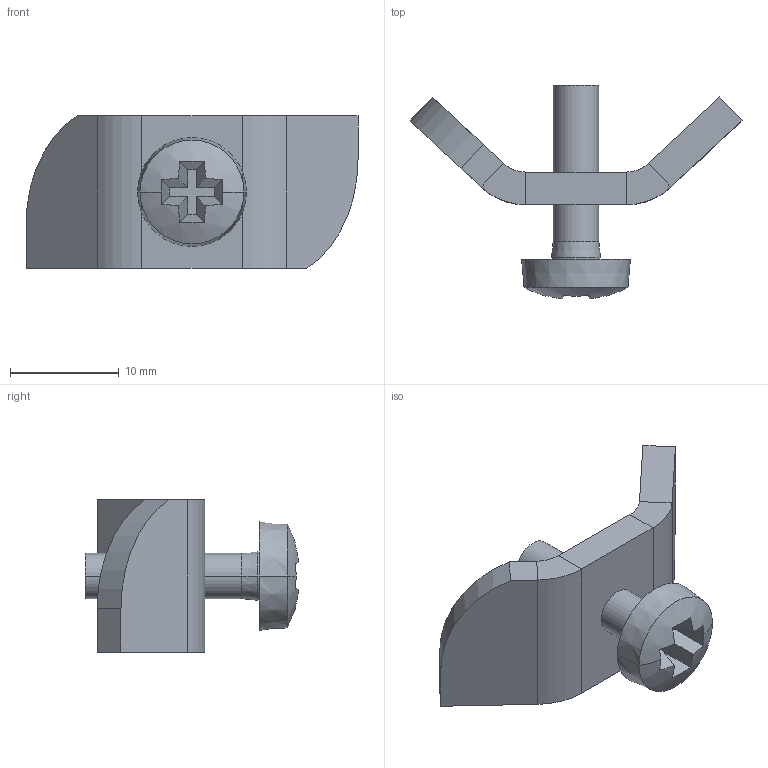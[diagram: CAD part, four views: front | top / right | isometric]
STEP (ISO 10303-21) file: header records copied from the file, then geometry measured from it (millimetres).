
FILE_DESCRIPTION (( 'STEP AP203' ), '1' );
FILE_NAME ('30-02-1643.STEP', '2013-06-05T11:38:47', ( 'asennus' ), ( '' ), 'SwSTEP 2.0', 'SolidWorks 2013', '' );
FILE_SCHEMA (( 'CONFIG_CONTROL_DESIGN' ));
Length unit declared in the file: millimetre
Products named in the file (1): 30-02-1643
Bounding box: 30.53 x 19.65 x 14 mm (x, y, z)
Volume: 1684.3 mm3; surface area: 1654.8 mm2
Topology: 2 solids, 2 shells, 51 faces, 116 edges, 70 vertices
Faces by surface type: plane 33, cylinder 12, cone 4, sphere 2
Entity records: 1497 total; most frequent: DIRECTION 264, CARTESIAN_POINT 238, ORIENTED_EDGE 232, EDGE_CURVE 116, AXIS2_PLACEMENT_3D 96, VECTOR 72, LINE 72, VERTEX_POINT 70
